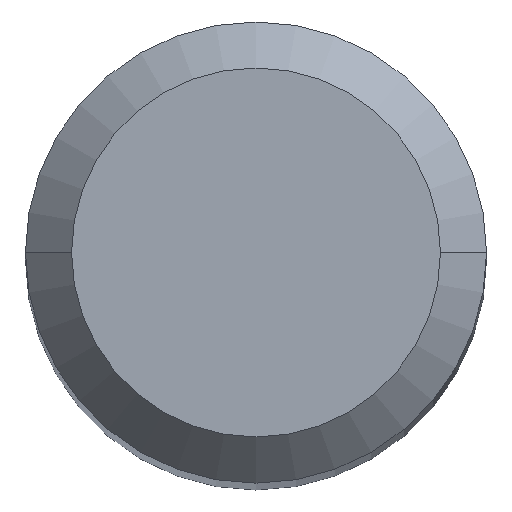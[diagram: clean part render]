
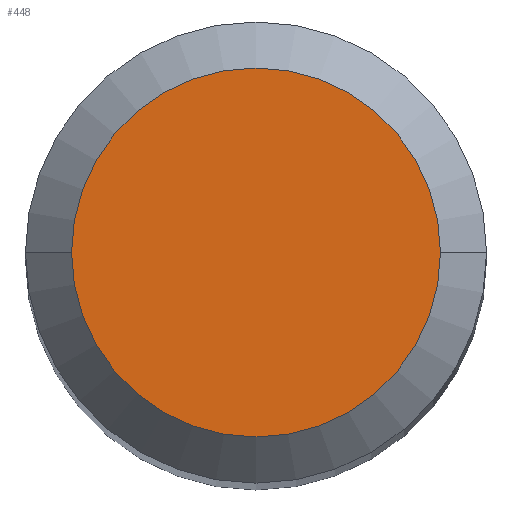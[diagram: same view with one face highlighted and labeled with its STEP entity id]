
A CAD part, top view. The second image highlights one B-rep face of the part: STEP entity #448.
In plain terms, the highlighted planar face has unit normal (0, 0, 1).
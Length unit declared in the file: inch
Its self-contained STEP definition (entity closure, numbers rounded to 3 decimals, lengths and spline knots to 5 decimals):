
#7 = DIRECTION ( 'NONE',  ( 1., 0., 0. ) ) ;
#20 = CARTESIAN_POINT ( 'NONE',  ( 0.04724, 0., 0. ) ) ;
#23 = FACE_OUTER_BOUND ( 'NONE', #270, .T. ) ;
#29 = EDGE_CURVE ( 'NONE', #235, #150, #477, .T. ) ;
#45 = CARTESIAN_POINT ( 'NONE',  ( -0.04724, 0., 0. ) ) ;
#51 = DIRECTION ( 'NONE',  ( 0., 0., 1. ) ) ;
#150 = VERTEX_POINT ( 'NONE', #45 ) ;
#177 = CARTESIAN_POINT ( 'NONE',  ( 0., 0., 0. ) ) ;
#189 = CIRCLE ( 'NONE', #345, 0.04724 ) ;
#191 = CARTESIAN_POINT ( 'NONE',  ( 0., 0., 0. ) ) ;
#205 = DIRECTION ( 'NONE',  ( 1., 0., 0. ) ) ;
#235 = VERTEX_POINT ( 'NONE', #20 ) ;
#249 = AXIS2_PLACEMENT_3D ( 'NONE', #177, #277, #331 ) ;
#255 = AXIS2_PLACEMENT_3D ( 'NONE', #191, #347, #7 ) ;
#270 = EDGE_LOOP ( 'NONE', ( #326, #287 ) ) ;
#277 = DIRECTION ( 'NONE',  ( 0., 0., -1. ) ) ;
#287 = ORIENTED_EDGE ( 'NONE', *, *, #29, .T. ) ;
#326 = ORIENTED_EDGE ( 'NONE', *, *, #350, .T. ) ;
#331 = DIRECTION ( 'NONE',  ( -1., 0., 0. ) ) ;
#345 = AXIS2_PLACEMENT_3D ( 'NONE', #393, #51, #205 ) ;
#347 = DIRECTION ( 'NONE',  ( 0., 0., 1. ) ) ;
#350 = EDGE_CURVE ( 'NONE', #150, #235, #189, .T. ) ;
#393 = CARTESIAN_POINT ( 'NONE',  ( 0., 0., 0. ) ) ;
#437 = PLANE ( 'NONE',  #249 ) ;
#448 = ADVANCED_FACE ( 'NONE', ( #23 ), #437, .F. ) ;
#477 = CIRCLE ( 'NONE', #255, 0.04724 ) ;
